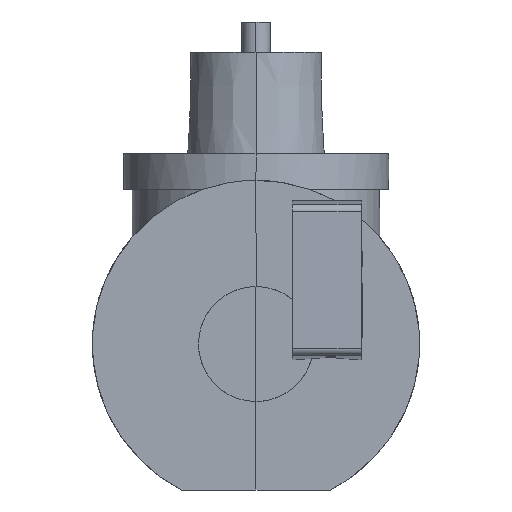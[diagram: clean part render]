
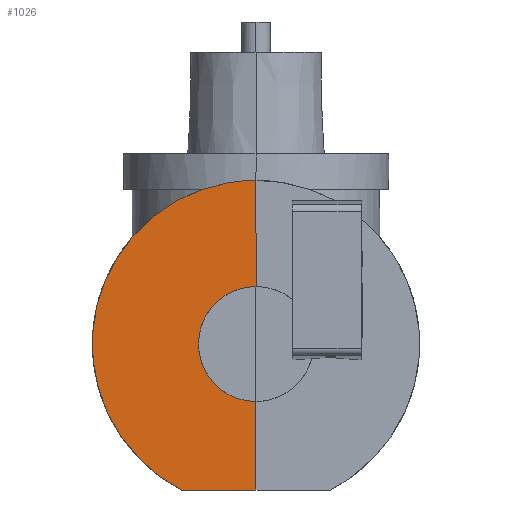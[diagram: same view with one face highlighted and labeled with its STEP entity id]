
A CAD part, left-side view. The second image highlights one B-rep face of the part: STEP entity #1026.
In plain terms, the highlighted planar face has unit normal (-1, 0, 0).
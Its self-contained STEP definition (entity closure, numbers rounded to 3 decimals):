
#797=CARTESIAN_POINT('Vertex',(-100.,41.833,-82.5)) ;
#821=CARTESIAN_POINT('Vertex',(-100.,0.,-82.5)) ;
#825=CARTESIAN_POINT('Control Point',(-100.,41.833,-82.5)) ;
#826=CARTESIAN_POINT('Control Point',(-100.,0.,-82.5)) ;
#858=CARTESIAN_POINT('Vertex',(-100.,0.,32.5)) ;
#862=CARTESIAN_POINT('Control Point',(-100.,32.5,0.)) ;
#863=CARTESIAN_POINT('Control Point',(-100.,32.5,5.105)) ;
#864=CARTESIAN_POINT('Control Point',(-100.,31.498,10.21)) ;
#865=CARTESIAN_POINT('Control Point',(-100.,29.492,15.052)) ;
#866=CARTESIAN_POINT('Control Point',(-100.,23.69,23.69)) ;
#867=CARTESIAN_POINT('Control Point',(-100.,15.052,29.492)) ;
#868=CARTESIAN_POINT('Control Point',(-100.,10.21,31.498)) ;
#869=CARTESIAN_POINT('Control Point',(-100.,5.105,32.5)) ;
#870=CARTESIAN_POINT('Control Point',(-100.,0.,32.5)) ;
#871=CARTESIAN_POINT('Vertex',(-100.,32.5,0.)) ;
#893=CARTESIAN_POINT('Control Point',(-100.,0.,-32.5)) ;
#894=CARTESIAN_POINT('Control Point',(-100.,5.105,-32.5)) ;
#895=CARTESIAN_POINT('Control Point',(-100.,10.21,-31.498)) ;
#896=CARTESIAN_POINT('Control Point',(-100.,15.052,-29.492)) ;
#897=CARTESIAN_POINT('Control Point',(-100.,23.69,-23.69)) ;
#898=CARTESIAN_POINT('Control Point',(-100.,29.492,-15.052)) ;
#899=CARTESIAN_POINT('Control Point',(-100.,31.498,-10.21)) ;
#900=CARTESIAN_POINT('Control Point',(-100.,32.5,-5.105)) ;
#901=CARTESIAN_POINT('Control Point',(-100.,32.5,0.)) ;
#902=CARTESIAN_POINT('Vertex',(-100.,0.,-32.5)) ;
#981=CARTESIAN_POINT('Control Point',(-100.,0.,32.5)) ;
#982=CARTESIAN_POINT('Control Point',(-100.,0.,92.5)) ;
#983=CARTESIAN_POINT('Vertex',(-100.,0.,92.5)) ;
#987=CARTESIAN_POINT('Control Point',(-100.,0.,-82.5)) ;
#988=CARTESIAN_POINT('Control Point',(-100.,0.,-32.5)) ;
#1006=CARTESIAN_POINT('Axis2P3D Location',(-100.,0.,0.)) ;
#1012=CARTESIAN_POINT('Control Point',(-100.,41.833,-82.5)) ;
#1013=CARTESIAN_POINT('Control Point',(-100.,106.936,-49.488)) ;
#1014=CARTESIAN_POINT('Control Point',(-100.,89.965,21.506)) ;
#1015=CARTESIAN_POINT('Control Point',(-100.,72.994,92.5)) ;
#1016=CARTESIAN_POINT('Control Point',(-100.,0.,92.5)) ;
#1007=DIRECTION('Axis2P3D Direction',(-1.,0.,0.)) ;
#1008=DIRECTION('Axis2P3D XDirection',(0.,0.,1.)) ;
#1009=AXIS2_PLACEMENT_3D('Plane Axis2P3D',#1006,#1007,#1008) ;
#1010=PLANE('',#1009) ;
#827=EDGE_CURVE('',#798,#822,#824,.T.) ;
#873=EDGE_CURVE('',#872,#859,#861,.T.) ;
#904=EDGE_CURVE('',#903,#872,#892,.T.) ;
#985=EDGE_CURVE('',#859,#984,#980,.T.) ;
#989=EDGE_CURVE('',#822,#903,#986,.T.) ;
#1017=EDGE_CURVE('',#798,#984,#1011,.T.) ;
#1019=ORIENTED_EDGE('',*,*,#985,.T.) ;
#1020=ORIENTED_EDGE('',*,*,#1017,.F.) ;
#1021=ORIENTED_EDGE('',*,*,#827,.T.) ;
#1022=ORIENTED_EDGE('',*,*,#989,.T.) ;
#1023=ORIENTED_EDGE('',*,*,#904,.T.) ;
#1024=ORIENTED_EDGE('',*,*,#873,.T.) ;
#1018=EDGE_LOOP('',(#1019,#1020,#1021,#1022,#1023,#1024)) ;
#798=VERTEX_POINT('',#797) ;
#822=VERTEX_POINT('',#821) ;
#859=VERTEX_POINT('',#858) ;
#872=VERTEX_POINT('',#871) ;
#903=VERTEX_POINT('',#902) ;
#984=VERTEX_POINT('',#983) ;
#1026=ADVANCED_FACE('Solid1',(#1025),#1010,.T.) ;
#824=B_SPLINE_CURVE_WITH_KNOTS('',1,(#825,#826),.UNSPECIFIED.,.F.,.U.,(2,2),(0.,41.833),.UNSPECIFIED.) ;
#861=B_SPLINE_CURVE_WITH_KNOTS('',5,(#862,#863,#864,#865,#866,#867,#868,#869,#870),.UNSPECIFIED.,.F.,.U.,(6,3,6),(0.,0.785,1.571),.UNSPECIFIED.) ;
#892=B_SPLINE_CURVE_WITH_KNOTS('',5,(#893,#894,#895,#896,#897,#898,#899,#900,#901),.UNSPECIFIED.,.F.,.U.,(6,3,6),(-1.571,-0.785,0.),.UNSPECIFIED.) ;
#980=B_SPLINE_CURVE_WITH_KNOTS('',1,(#981,#982),.UNSPECIFIED.,.F.,.U.,(2,2),(0.,60.),.UNSPECIFIED.) ;
#986=B_SPLINE_CURVE_WITH_KNOTS('',1,(#987,#988),.UNSPECIFIED.,.F.,.U.,(2,2),(0.,50.),.UNSPECIFIED.) ;
#1025=FACE_OUTER_BOUND('',#1018,.T.) ;
#1011=(BOUNDED_CURVE()B_SPLINE_CURVE(2,(#1012,#1013,#1014,#1015,#1016),.UNSPECIFIED.,.F.,.U.)B_SPLINE_CURVE_WITH_KNOTS((3,2,3),(0.,145.989,291.978),.UNSPECIFIED.)CURVE()GEOMETRIC_REPRESENTATION_ITEM()RATIONAL_B_SPLINE_CURVE((1.,0.785,1.,0.785,1.))REPRESENTATION_ITEM('')) ;
